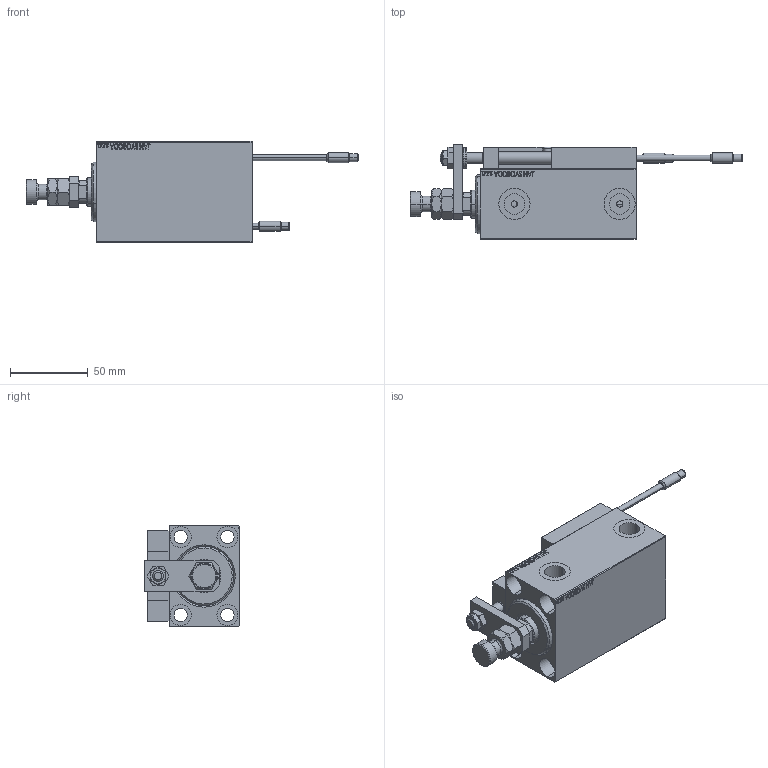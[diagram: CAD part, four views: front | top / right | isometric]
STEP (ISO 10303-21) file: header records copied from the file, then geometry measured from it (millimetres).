
FILE_DESCRIPTION (( 'STEP AP203' ), '1' );
FILE_NAME ('a0ca.STEP', '2021-04-19T16:40:16', ( '' ), ( '' ), 'SwSTEP 2.0', 'SolidWorks 2019', '' );
FILE_SCHEMA (( 'CONFIG_CONTROL_DESIGN' ));
Length unit declared in the file: millimetre
Products named in the file (17): V450CM_VC_B f4e6cf848bb8bf0fd2e9f83037db31de; ALLEN BOLT D5 f4e6cf848bb8bf0fd2e9f83037db31de; ALLEN BOLT D8 f4e6cf848bb8bf0fd2e9f83037db31de; ZARAZKA f4e6cf848bb8bf0fd2e9f83037db31de; X_Y_MFA f4e6cf848bb8bf0fd2e9f83037db31de; KONCOVKA_Y f4e6cf848bb8bf0fd2e9f83037db31de; NUT_D12 f4e6cf848bb8bf0fd2e9f83037db31de; SWITCH_X_FRONT_BACK f4e6cf848bb8bf0fd2e9f83037db31de; a0ca; SWITCH X f4e6cf848bb8bf0fd2e9f83037db31de; NUT_D10 f4e6cf848bb8bf0fd2e9f83037db31de; SWITCH DIM B,W f4e6cf848bb8bf0fd2e9f83037db31de; TYC_L79 f4e6cf848bb8bf0fd2e9f83037db31de; V450CM_C f4e6cf848bb8bf0fd2e9f83037db31de; MAGNET f4e6cf848bb8bf0fd2e9f83037db31de; Block f4e6cf848bb8bf0fd2e9f83037db31de; V450CM_C_VCP f4e6cf848bb8bf0fd2e9f83037db31de
Assembly tree (26 placements, depth 3):
  a0ca
    V450CM_C f4e6cf848bb8bf0fd2e9f83037db31de
    SWITCH X f4e6cf848bb8bf0fd2e9f83037db31de
      SWITCH_X_FRONT_BACK f4e6cf848bb8bf0fd2e9f83037db31de  x2
      TYC_L79 f4e6cf848bb8bf0fd2e9f83037db31de
      Block f4e6cf848bb8bf0fd2e9f83037db31de  x2
      ALLEN BOLT D5 f4e6cf848bb8bf0fd2e9f83037db31de  x4
      ALLEN BOLT D8 f4e6cf848bb8bf0fd2e9f83037db31de  x4
      MAGNET f4e6cf848bb8bf0fd2e9f83037db31de  x2
      KONCOVKA_Y f4e6cf848bb8bf0fd2e9f83037db31de  x2
    NUT_D12 f4e6cf848bb8bf0fd2e9f83037db31de
    SWITCH DIM B,W f4e6cf848bb8bf0fd2e9f83037db31de
    ZARAZKA f4e6cf848bb8bf0fd2e9f83037db31de
    NUT_D10 f4e6cf848bb8bf0fd2e9f83037db31de
    V450CM_C_VCP f4e6cf848bb8bf0fd2e9f83037db31de
    V450CM_VC_B f4e6cf848bb8bf0fd2e9f83037db31de
    X_Y_MFA f4e6cf848bb8bf0fd2e9f83037db31de
Bounding box: 213 x 60.5 x 65 mm (x, y, z)
Volume: 305131.9 mm3; surface area: 88489.4 mm2
Topology: 25 solids, 25 shells, 1373 faces, 3261 edges, 2070 vertices
Faces by surface type: plane 586, bspline 380, cylinder 202, cone 149, torus 52, sphere 4
Entity records: 52879 total; most frequent: CARTESIAN_POINT 26762, ORIENTED_EDGE 5498, DIRECTION 3794, EDGE_CURVE 2749, VERTEX_POINT 1782, VECTOR 1530, LINE 1530, EDGE_LOOP 1277
